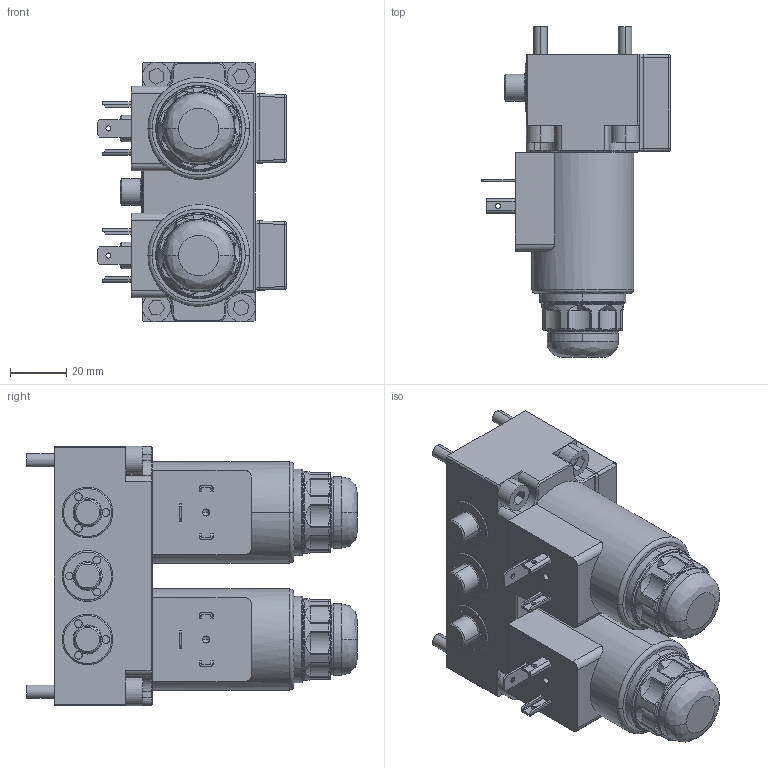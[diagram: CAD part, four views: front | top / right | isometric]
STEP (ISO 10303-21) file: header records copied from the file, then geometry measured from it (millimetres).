
FILE_DESCRIPTION (( 'STEP AP214' ), '1' );
FILE_NAME ('74420_WVM-4B-3_3-K-24-V-A.STEP', '2014-05-23T09:31:50', ( '' ), ( '' ), 'SwSTEP 2.0', 'SolidWorks 2012', '' );
FILE_SCHEMA (( 'AUTOMOTIVE_DESIGN' ));
Length unit declared in the file: millimetre
Products named in the file (1): 74420_WVM-4B-3_3-K-24-V-A
Bounding box: 67.2 x 117 x 92 mm (x, y, z)
Volume: 291689.5 mm3; surface area: 54394.1 mm2
Topology: 17 solids, 19 shells, 1472 faces, 3749 edges, 2353 vertices
Faces by surface type: plane 730, cylinder 296, bspline 292, cone 122, torus 32
Entity records: 69273 total; most frequent: CARTESIAN_POINT 19119, ORIENTED_EDGE 7378, DIRECTION 6438, EDGE_CURVE 3689, VERTEX_POINT 2354, VECTOR 2170, LINE 2170, AXIS2_PLACEMENT_3D 2134
